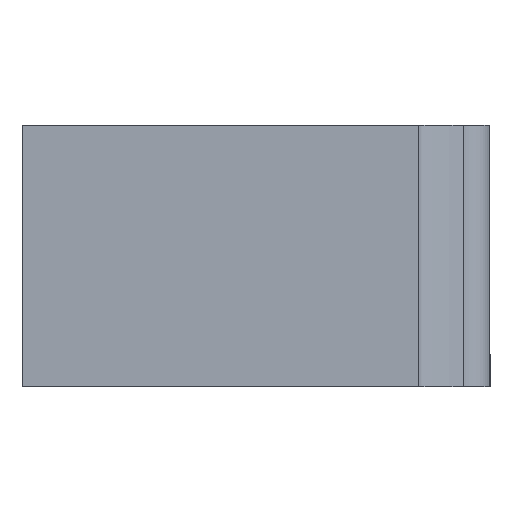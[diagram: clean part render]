
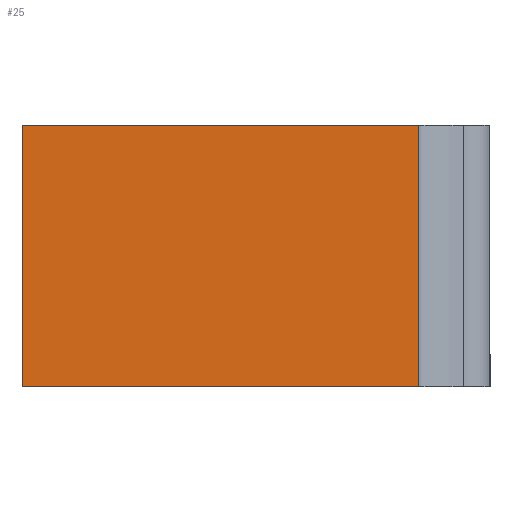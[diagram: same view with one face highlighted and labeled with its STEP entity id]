
A CAD part, front view. The second image highlights one B-rep face of the part: STEP entity #25.
In plain terms, the highlighted planar face has unit normal (0, -1, 0).
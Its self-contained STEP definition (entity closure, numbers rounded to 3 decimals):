
#25=ADVANCED_FACE('',(#143),#2117,.T.);
#143=FACE_OUTER_BOUND('',#261,.T.);
#261=EDGE_LOOP('',(#382,#383,#384,#385));
#382=ORIENTED_EDGE('',*,*,#1079,.F.);
#383=ORIENTED_EDGE('',*,*,#1080,.F.);
#384=ORIENTED_EDGE('',*,*,#1081,.F.);
#385=ORIENTED_EDGE('',*,*,#1078,.F.);
#1078=EDGE_CURVE('',#1774,#1777,#1426,.T.);
#1079=EDGE_CURVE('',#1775,#1774,#1427,.T.);
#1080=EDGE_CURVE('',#1776,#1775,#1428,.T.);
#1081=EDGE_CURVE('',#1777,#1776,#1429,.T.);
#1426=(
BOUNDED_CURVE()
B_SPLINE_CURVE(1,(#6436,#6437),.UNSPECIFIED.,.F.,.F.)
B_SPLINE_CURVE_WITH_KNOTS((2,2),(-21.166,-18.166),
 .UNSPECIFIED.)
CURVE()
GEOMETRIC_REPRESENTATION_ITEM()
RATIONAL_B_SPLINE_CURVE((1.,1.))
REPRESENTATION_ITEM('')
);
#1427=(
BOUNDED_CURVE()
B_SPLINE_CURVE(1,(#6438,#6439),.UNSPECIFIED.,.F.,.F.)
B_SPLINE_CURVE_WITH_KNOTS((2,2),(0.,15.166),.UNSPECIFIED.)
CURVE()
GEOMETRIC_REPRESENTATION_ITEM()
RATIONAL_B_SPLINE_CURVE((1.,1.))
REPRESENTATION_ITEM('')
);
#1428=(
BOUNDED_CURVE()
B_SPLINE_CURVE(1,(#6440,#6441),.UNSPECIFIED.,.F.,.F.)
B_SPLINE_CURVE_WITH_KNOTS((2,2),(-3.,0.),.UNSPECIFIED.)
CURVE()
GEOMETRIC_REPRESENTATION_ITEM()
RATIONAL_B_SPLINE_CURVE((1.,1.))
REPRESENTATION_ITEM('')
);
#1429=(
BOUNDED_CURVE()
B_SPLINE_CURVE(1,(#6442,#6443),.UNSPECIFIED.,.F.,.F.)
B_SPLINE_CURVE_WITH_KNOTS((2,2),(-18.166,-3.),.UNSPECIFIED.)
CURVE()
GEOMETRIC_REPRESENTATION_ITEM()
RATIONAL_B_SPLINE_CURVE((1.,1.))
REPRESENTATION_ITEM('')
);
#1774=VERTEX_POINT('',#6200);
#1775=VERTEX_POINT('',#6201);
#1776=VERTEX_POINT('',#6202);
#1777=VERTEX_POINT('',#6203);
#2117=PLANE('',#2141);
#2141=AXIS2_PLACEMENT_3D('',#2155,#2148,$);
#2148=DIRECTION('',(0.,-1.,0.));
#2155=CARTESIAN_POINT('',(0.,-50.568,0.));
#6200=CARTESIAN_POINT('',(15.166,-50.568,0.));
#6201=CARTESIAN_POINT('',(0.,-50.568,0.));
#6202=CARTESIAN_POINT('',(0.,-50.568,-10.));
#6203=CARTESIAN_POINT('',(15.166,-50.568,-10.));
#6436=CARTESIAN_POINT('',(15.166,-50.568,0.));
#6437=CARTESIAN_POINT('',(15.166,-50.568,-10.));
#6438=CARTESIAN_POINT('',(0.,-50.568,0.));
#6439=CARTESIAN_POINT('',(15.166,-50.568,0.));
#6440=CARTESIAN_POINT('',(0.,-50.568,-10.));
#6441=CARTESIAN_POINT('',(0.,-50.568,0.));
#6442=CARTESIAN_POINT('',(15.166,-50.568,-10.));
#6443=CARTESIAN_POINT('',(0.,-50.568,-10.));
